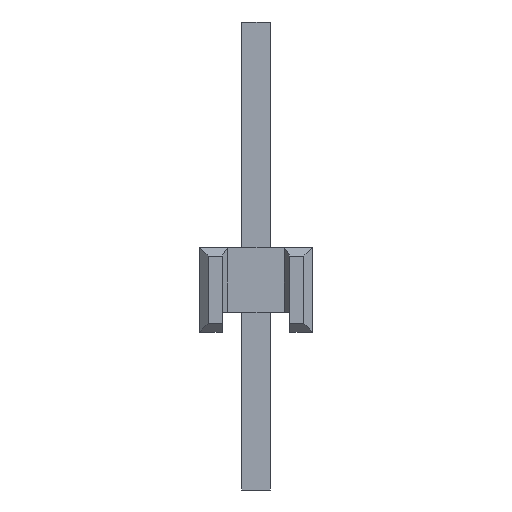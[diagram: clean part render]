
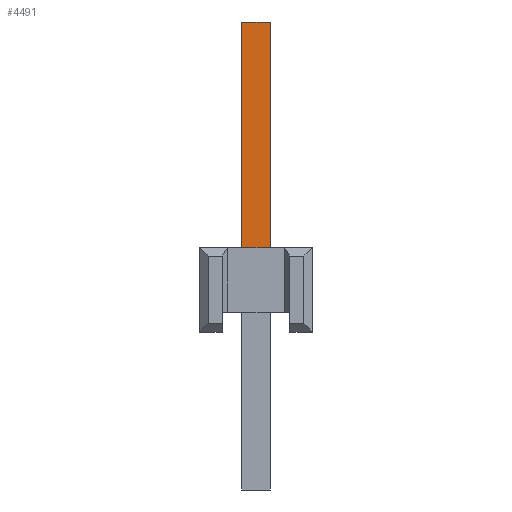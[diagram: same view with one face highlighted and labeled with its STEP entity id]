
A CAD part, left-side view. The second image highlights one B-rep face of the part: STEP entity #4491.
In plain terms, the highlighted planar face has unit normal (-1, 0, 0).
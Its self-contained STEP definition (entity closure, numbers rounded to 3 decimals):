
#203=DIRECTION('',(0.,1.,0.));
#204=VECTOR('',#203,0.5);
#205=CARTESIAN_POINT('',(-9.25,-0.25,0.));
#206=LINE('',#205,#204);
#479=DIRECTION('',(0.,0.,1.));
#480=VECTOR('',#479,4.);
#481=CARTESIAN_POINT('',(-9.25,-0.25,0.));
#482=LINE('',#481,#480);
#511=DIRECTION('',(0.,0.,1.));
#512=VECTOR('',#511,4.);
#513=CARTESIAN_POINT('',(-9.25,0.25,0.));
#514=LINE('',#513,#512);
#531=DIRECTION('',(0.,1.,0.));
#532=VECTOR('',#531,0.5);
#533=CARTESIAN_POINT('',(-9.25,-0.25,4.));
#534=LINE('',#533,#532);
#3281=CARTESIAN_POINT('',(-9.25,-0.25,4.));
#3283=VERTEX_POINT('',#3281);
#3289=CARTESIAN_POINT('',(-9.25,0.25,4.));
#3291=VERTEX_POINT('',#3289);
#3293=CARTESIAN_POINT('',(-9.25,-0.25,0.));
#3295=VERTEX_POINT('',#3293);
#3297=CARTESIAN_POINT('',(-9.25,0.25,0.));
#3299=VERTEX_POINT('',#3297);
#4478=CARTESIAN_POINT('',(-9.25,-0.25,0.));
#4479=DIRECTION('',(-1.,0.,0.));
#4480=DIRECTION('',(0.,0.,1.));
#4481=AXIS2_PLACEMENT_3D('',#4478,#4479,#4480);
#4482=PLANE('',#4481);
#4483=ORIENTED_EDGE('',*,*,#4442,.T.);
#4485=ORIENTED_EDGE('',*,*,#4484,.T.);
#4487=ORIENTED_EDGE('',*,*,#4486,.F.);
#4488=ORIENTED_EDGE('',*,*,#4453,.F.);
#4489=EDGE_LOOP('',(#4483,#4485,#4487,#4488));
#4490=FACE_OUTER_BOUND('',#4489,.F.);
#4442=EDGE_CURVE('',#3295,#3299,#206,.T.);
#4453=EDGE_CURVE('',#3295,#3283,#482,.T.);
#4484=EDGE_CURVE('',#3299,#3291,#514,.T.);
#4486=EDGE_CURVE('',#3283,#3291,#534,.T.);
#4491=ADVANCED_FACE('',(#4490),#4482,.T.);
